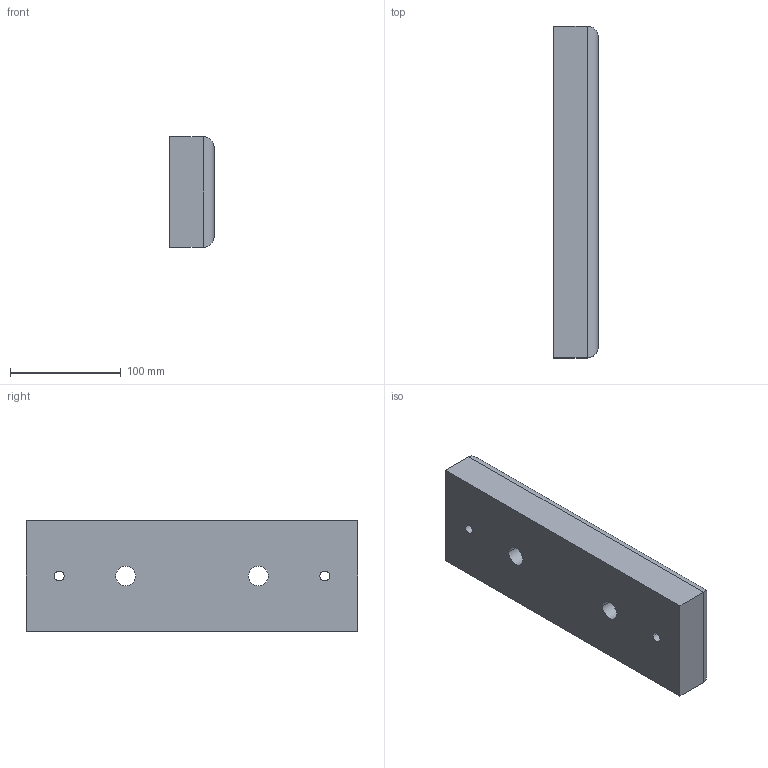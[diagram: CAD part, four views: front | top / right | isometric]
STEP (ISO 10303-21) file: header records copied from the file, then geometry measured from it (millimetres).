
FILE_DESCRIPTION(('CATIA V5 STEP Exchange'),'2;1');
FILE_NAME('Sabot.stp','2022-08-22T15:33:38+00:00',('none'),('none'),'CATIA Version 5 Release 15 (IN-10)','CATIA V5 STEP AP203','none');
FILE_SCHEMA(('CONFIG_CONTROL_DESIGN'));
Length unit declared in the file: millimetre
Products named in the file (1): Part1
Bounding box: 40 x 300 x 100 mm (x, y, z)
Volume: 1155124.2 mm3; surface area: 93656.5 mm2
Topology: 1 solids, 1 shells, 26 faces, 60 edges, 36 vertices
Faces by surface type: cylinder 12, cone 8, plane 6
Entity records: 806 total; most frequent: CARTESIAN_POINT 187, ORIENTED_EDGE 120, DIRECTION 100, EDGE_CURVE 60, AXIS2_PLACEMENT_3D 47, VERTEX_POINT 36, EDGE_LOOP 34, VECTOR 32
